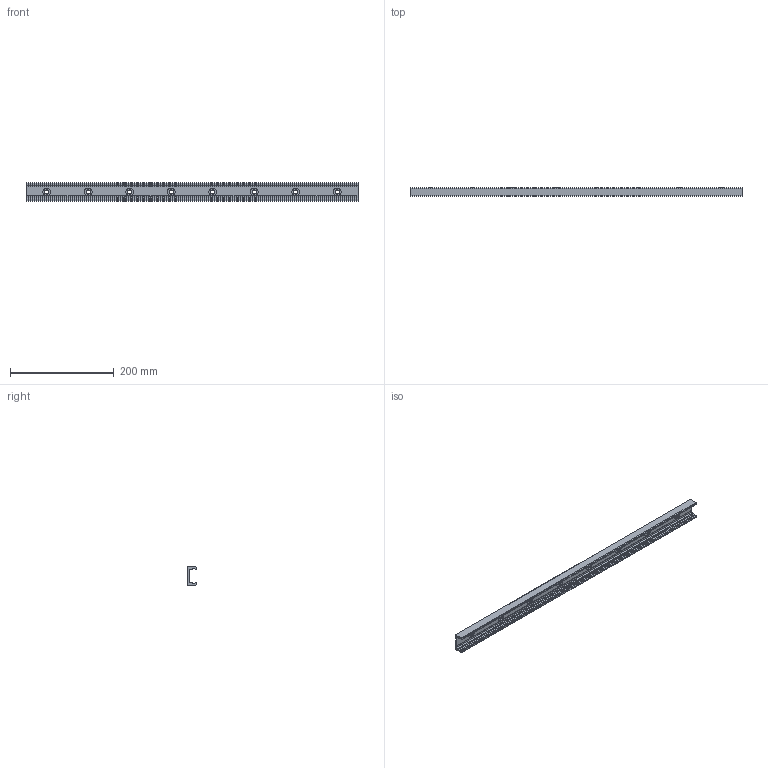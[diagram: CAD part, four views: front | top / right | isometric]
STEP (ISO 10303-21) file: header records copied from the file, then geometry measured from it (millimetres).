
FILE_DESCRIPTION((''),'2;1');
FILE_NAME('LCX 35-0640.C.stp','2016-04-28T08:47:38',('MRathmann'),(''),'Autodesk Inventor 2012','Autodesk Inventor 2012','');
FILE_SCHEMA(('CONFIG_CONTROL_DESIGN'));
Length unit declared in the file: millimetre
Products named in the file (1): LCX 35-0640.C
Bounding box: 640 x 16.5 x 35 mm (x, y, z)
Volume: 137943.1 mm3; surface area: 82513.4 mm2
Topology: 1 solids, 1 shells, 52 faces, 158 edges, 108 vertices
Faces by surface type: cylinder 29, plane 23
Full cylindrical faces by diameter (mm): 8 x8, 15 x8
Entity records: 1854 total; most frequent: CARTESIAN_POINT 503, DIRECTION 282, ORIENTED_EDGE 252, EDGE_CURVE 126, AXIS2_PLACEMENT_3D 111, VERTEX_POINT 92, EDGE_LOOP 84, VECTOR 60
